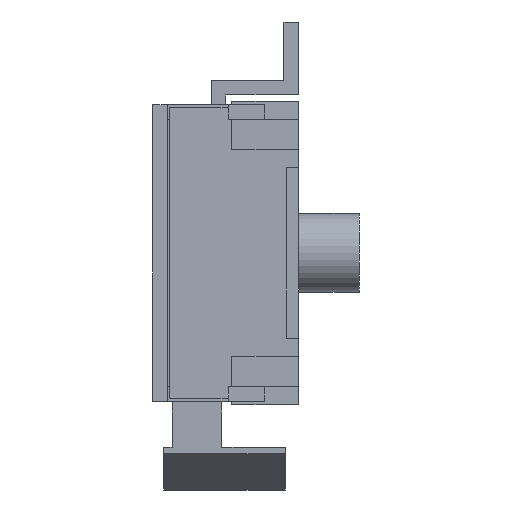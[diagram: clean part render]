
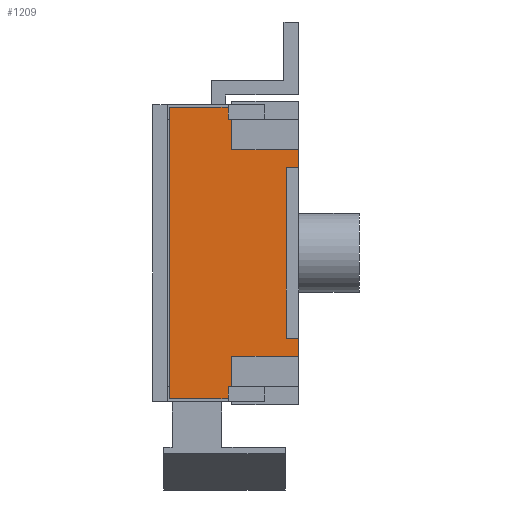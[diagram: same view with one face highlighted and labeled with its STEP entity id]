
A CAD part, left-side view. The second image highlights one B-rep face of the part: STEP entity #1209.
In plain terms, the highlighted planar face has unit normal (-1, 0, 0).
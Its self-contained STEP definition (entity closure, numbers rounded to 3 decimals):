
#30 = VERTEX_POINT ( 'NONE', #1343 ) ;
#94 = LINE ( 'NONE', #3875, #1281 ) ;
#95 = ORIENTED_EDGE ( 'NONE', *, *, #2531, .F. ) ;
#188 = DIRECTION ( 'NONE',  ( 0., 0., -1. ) ) ;
#260 = LINE ( 'NONE', #2882, #4486 ) ;
#292 = ORIENTED_EDGE ( 'NONE', *, *, #3033, .F. ) ;
#295 = CARTESIAN_POINT ( 'NONE',  ( -1.5, 0.58, 1.1 ) ) ;
#333 = LINE ( 'NONE', #1824, #1777 ) ;
#337 = VERTEX_POINT ( 'NONE', #2027 ) ;
#358 = DIRECTION ( 'NONE',  ( 0., -1., 0. ) ) ;
#393 = VERTEX_POINT ( 'NONE', #4399 ) ;
#431 = VECTOR ( 'NONE', #1355, 1000. ) ;
#433 = CARTESIAN_POINT ( 'NONE',  ( -1.5, 1.06, 1.2 ) ) ;
#506 = CARTESIAN_POINT ( 'NONE',  ( -1.5, 1.06, -1.1 ) ) ;
#533 = DIRECTION ( 'NONE',  ( 0., 1., 0. ) ) ;
#570 = DIRECTION ( 'NONE',  ( 0., 0., -1. ) ) ;
#611 = VERTEX_POINT ( 'NONE', #2674 ) ;
#701 = LINE ( 'NONE', #771, #2310 ) ;
#704 = CARTESIAN_POINT ( 'NONE',  ( -1.5, 0., 1.22 ) ) ;
#726 = LINE ( 'NONE', #704, #2012 ) ;
#738 = ORIENTED_EDGE ( 'NONE', *, *, #851, .F. ) ;
#771 = CARTESIAN_POINT ( 'NONE',  ( -1.5, 1.06, 1.1 ) ) ;
#825 = EDGE_CURVE ( 'NONE', #1765, #3695, #94, .T. ) ;
#827 = EDGE_CURVE ( 'NONE', #2555, #393, #2259, .T. ) ;
#841 = DIRECTION ( 'NONE',  ( 1., 0., 0. ) ) ;
#845 = LINE ( 'NONE', #3712, #2622 ) ;
#851 = EDGE_CURVE ( 'NONE', #337, #4348, #947, .T. ) ;
#947 = LINE ( 'NONE', #1258, #1510 ) ;
#949 = DIRECTION ( 'NONE',  ( 0., -1., 0. ) ) ;
#957 = CARTESIAN_POINT ( 'NONE',  ( -1.5, 0., 0.85 ) ) ;
#1089 = VECTOR ( 'NONE', #358, 1000. ) ;
#1209 = ADVANCED_FACE ( 'NONE', ( #2870 ), #3912, .F. ) ;
#1258 = CARTESIAN_POINT ( 'NONE',  ( -1.5, 0.58, 1.22 ) ) ;
#1259 = LINE ( 'NONE', #1972, #4329 ) ;
#1273 = EDGE_CURVE ( 'NONE', #4098, #30, #2440, .T. ) ;
#1281 = VECTOR ( 'NONE', #188, 1000. ) ;
#1312 = CARTESIAN_POINT ( 'NONE',  ( -1.5, 1.06, 0.85 ) ) ;
#1343 = CARTESIAN_POINT ( 'NONE',  ( -1.5, 0.1, -0.7 ) ) ;
#1355 = DIRECTION ( 'NONE',  ( 0., -1., 0. ) ) ;
#1391 = VECTOR ( 'NONE', #1431, 1000. ) ;
#1431 = DIRECTION ( 'NONE',  ( 0., 0., -1. ) ) ;
#1432 = AXIS2_PLACEMENT_3D ( 'NONE', #1636, #841, #3474 ) ;
#1498 = VERTEX_POINT ( 'NONE', #1658 ) ;
#1510 = VECTOR ( 'NONE', #570, 1000. ) ;
#1514 = EDGE_CURVE ( 'NONE', #2223, #337, #1581, .T. ) ;
#1549 = ORIENTED_EDGE ( 'NONE', *, *, #3342, .F. ) ;
#1581 = LINE ( 'NONE', #506, #2983 ) ;
#1636 = CARTESIAN_POINT ( 'NONE',  ( -1.5, 1.06, 1.22 ) ) ;
#1653 = ORIENTED_EDGE ( 'NONE', *, *, #1514, .F. ) ;
#1658 = CARTESIAN_POINT ( 'NONE',  ( -1.5, 0.55, 1.1 ) ) ;
#1667 = DIRECTION ( 'NONE',  ( 0., 0., -1. ) ) ;
#1686 = DIRECTION ( 'NONE',  ( 0., 0., -1. ) ) ;
#1707 = CARTESIAN_POINT ( 'NONE',  ( -1.5, 0.58, -1.2 ) ) ;
#1765 = VERTEX_POINT ( 'NONE', #2026 ) ;
#1777 = VECTOR ( 'NONE', #3300, 1000. ) ;
#1824 = CARTESIAN_POINT ( 'NONE',  ( -1.5, 1.06, -1.2 ) ) ;
#1972 = CARTESIAN_POINT ( 'NONE',  ( -1.5, 0.58, 1.22 ) ) ;
#1998 = DIRECTION ( 'NONE',  ( 0., 1., 0. ) ) ;
#2012 = VECTOR ( 'NONE', #3343, 1000. ) ;
#2015 = ORIENTED_EDGE ( 'NONE', *, *, #3597, .F. ) ;
#2025 = EDGE_CURVE ( 'NONE', #30, #3445, #4577, .T. ) ;
#2026 = CARTESIAN_POINT ( 'NONE',  ( -1.5, 1.06, 1.2 ) ) ;
#2027 = CARTESIAN_POINT ( 'NONE',  ( -1.5, 0.58, -1.1 ) ) ;
#2125 = ORIENTED_EDGE ( 'NONE', *, *, #4011, .F. ) ;
#2211 = VECTOR ( 'NONE', #1998, 1000. ) ;
#2223 = VERTEX_POINT ( 'NONE', #2698 ) ;
#2233 = DIRECTION ( 'NONE',  ( 0., -1., 0. ) ) ;
#2259 = LINE ( 'NONE', #2764, #2211 ) ;
#2261 = LINE ( 'NONE', #433, #1089 ) ;
#2270 = CARTESIAN_POINT ( 'NONE',  ( -1.5, 0.55, 0.85 ) ) ;
#2298 = LINE ( 'NONE', #3482, #4017 ) ;
#2310 = VECTOR ( 'NONE', #2233, 1000. ) ;
#2393 = DIRECTION ( 'NONE',  ( 0., 0., -1. ) ) ;
#2440 = LINE ( 'NONE', #3523, #2675 ) ;
#2531 = EDGE_CURVE ( 'NONE', #4415, #1498, #701, .T. ) ;
#2555 = VERTEX_POINT ( 'NONE', #3662 ) ;
#2597 = EDGE_CURVE ( 'NONE', #611, #4098, #845, .T. ) ;
#2622 = VECTOR ( 'NONE', #3362, 1000. ) ;
#2674 = CARTESIAN_POINT ( 'NONE',  ( -1.5, 0., 0.7 ) ) ;
#2675 = VECTOR ( 'NONE', #1686, 1000. ) ;
#2698 = CARTESIAN_POINT ( 'NONE',  ( -1.5, 0.55, -1.1 ) ) ;
#2708 = CARTESIAN_POINT ( 'NONE',  ( -1.5, 0.1, 0.7 ) ) ;
#2745 = VERTEX_POINT ( 'NONE', #2270 ) ;
#2764 = CARTESIAN_POINT ( 'NONE',  ( -1.5, 1.06, -0.85 ) ) ;
#2782 = VERTEX_POINT ( 'NONE', #957 ) ;
#2870 = FACE_OUTER_BOUND ( 'NONE', #3232, .T. ) ;
#2882 = CARTESIAN_POINT ( 'NONE',  ( -1.5, 0., 1.22 ) ) ;
#2920 = VERTEX_POINT ( 'NONE', #3201 ) ;
#2983 = VECTOR ( 'NONE', #533, 1000. ) ;
#3033 = EDGE_CURVE ( 'NONE', #1498, #2745, #3387, .T. ) ;
#3038 = ORIENTED_EDGE ( 'NONE', *, *, #1273, .F. ) ;
#3133 = ORIENTED_EDGE ( 'NONE', *, *, #3949, .F. ) ;
#3155 = ORIENTED_EDGE ( 'NONE', *, *, #2597, .F. ) ;
#3201 = CARTESIAN_POINT ( 'NONE',  ( -1.5, 0.58, 1.2 ) ) ;
#3232 = EDGE_LOOP ( 'NONE', ( #4615, #4750, #4300, #4744, #3038, #3155, #4394, #2125, #292, #95, #3133, #2015, #4298, #1549, #738, #1653 ) ) ;
#3300 = DIRECTION ( 'NONE',  ( 0., 1., 0. ) ) ;
#3326 = VECTOR ( 'NONE', #949, 1000. ) ;
#3342 = EDGE_CURVE ( 'NONE', #4348, #3695, #333, .T. ) ;
#3343 = DIRECTION ( 'NONE',  ( 0., 0., -1. ) ) ;
#3362 = DIRECTION ( 'NONE',  ( 0., 1., 0. ) ) ;
#3387 = LINE ( 'NONE', #4772, #1391 ) ;
#3445 = VERTEX_POINT ( 'NONE', #4339 ) ;
#3474 = DIRECTION ( 'NONE',  ( 0., 0., -1. ) ) ;
#3482 = CARTESIAN_POINT ( 'NONE',  ( -1.5, 0.55, 1.22 ) ) ;
#3523 = CARTESIAN_POINT ( 'NONE',  ( -1.5, 0.1, 1.22 ) ) ;
#3597 = EDGE_CURVE ( 'NONE', #1765, #2920, #2261, .T. ) ;
#3662 = CARTESIAN_POINT ( 'NONE',  ( -1.5, 0., -0.85 ) ) ;
#3695 = VERTEX_POINT ( 'NONE', #3793 ) ;
#3712 = CARTESIAN_POINT ( 'NONE',  ( -1.5, 1.06, 0.7 ) ) ;
#3793 = CARTESIAN_POINT ( 'NONE',  ( -1.5, 1.06, -1.2 ) ) ;
#3875 = CARTESIAN_POINT ( 'NONE',  ( -1.5, 1.06, -1.22 ) ) ;
#3912 = PLANE ( 'NONE',  #1432 ) ;
#3949 = EDGE_CURVE ( 'NONE', #2920, #4415, #1259, .T. ) ;
#4011 = EDGE_CURVE ( 'NONE', #2745, #2782, #4227, .T. ) ;
#4017 = VECTOR ( 'NONE', #2393, 1000. ) ;
#4023 = DIRECTION ( 'NONE',  ( 0., 0., -1. ) ) ;
#4098 = VERTEX_POINT ( 'NONE', #2708 ) ;
#4227 = LINE ( 'NONE', #1312, #3326 ) ;
#4298 = ORIENTED_EDGE ( 'NONE', *, *, #825, .T. ) ;
#4300 = ORIENTED_EDGE ( 'NONE', *, *, #4650, .F. ) ;
#4329 = VECTOR ( 'NONE', #1667, 1000. ) ;
#4339 = CARTESIAN_POINT ( 'NONE',  ( -1.5, 0., -0.7 ) ) ;
#4348 = VERTEX_POINT ( 'NONE', #1707 ) ;
#4394 = ORIENTED_EDGE ( 'NONE', *, *, #4424, .F. ) ;
#4399 = CARTESIAN_POINT ( 'NONE',  ( -1.5, 0.55, -0.85 ) ) ;
#4415 = VERTEX_POINT ( 'NONE', #295 ) ;
#4424 = EDGE_CURVE ( 'NONE', #2782, #611, #260, .T. ) ;
#4486 = VECTOR ( 'NONE', #4023, 1000. ) ;
#4490 = CARTESIAN_POINT ( 'NONE',  ( -1.5, 1.06, -0.7 ) ) ;
#4577 = LINE ( 'NONE', #4490, #431 ) ;
#4615 = ORIENTED_EDGE ( 'NONE', *, *, #4762, .F. ) ;
#4650 = EDGE_CURVE ( 'NONE', #3445, #2555, #726, .T. ) ;
#4744 = ORIENTED_EDGE ( 'NONE', *, *, #2025, .F. ) ;
#4750 = ORIENTED_EDGE ( 'NONE', *, *, #827, .F. ) ;
#4762 = EDGE_CURVE ( 'NONE', #393, #2223, #2298, .T. ) ;
#4772 = CARTESIAN_POINT ( 'NONE',  ( -1.5, 0.55, 1.22 ) ) ;
